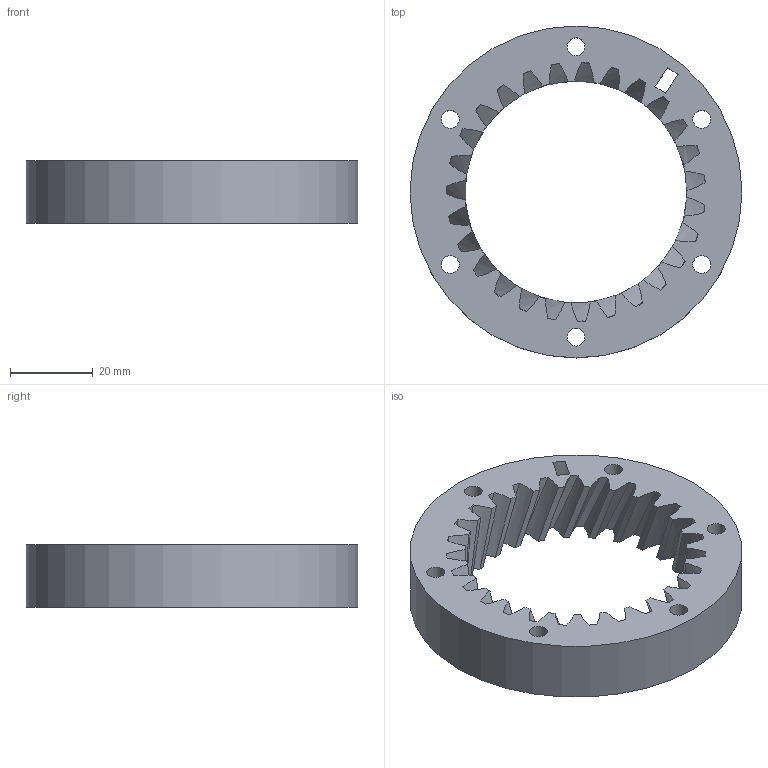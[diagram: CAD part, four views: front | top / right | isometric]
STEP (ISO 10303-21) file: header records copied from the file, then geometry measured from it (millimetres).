
FILE_DESCRIPTION(/* description */ (''),/* implementation_level */ '2;1');
FILE_NAME(/* name */ 'Spur Gear23.step',/* time_stamp */ '2025-04-03T01:46:51+02:00',/* author */ ('rocke'),/* organization */ (''),/* preprocessor_version */ 'ST-DEVELOPER v18.1',/* originating_system */ 'Autodesk Inventor 2021',/* authorisation */ '');
FILE_SCHEMA (('AUTOMOTIVE_DESIGN { 1 0 10303 214 3 1 1 }'));
Length unit declared in the file: millimetre
Products named in the file (1): Spur Gear2
Bounding box: 80 x 80 x 15 mm (x, y, z)
Volume: 33869.7 mm3; surface area: 15247.3 mm2
Topology: 1 solids, 1 shells, 121 faces, 365 edges, 246 vertices
Faces by surface type: bspline 81, cylinder 34, plane 6
Full cylindrical faces by diameter (mm): 4.3 x6, 80 x1
Entity records: 5470 total; most frequent: CARTESIAN_POINT 2810, ORIENTED_EDGE 726, EDGE_CURVE 363, B_SPLINE_CURVE_WITH_KNOTS 270, DIRECTION 253, VERTEX_POINT 244, EDGE_LOOP 137, FACE_OUTER_BOUND 121
